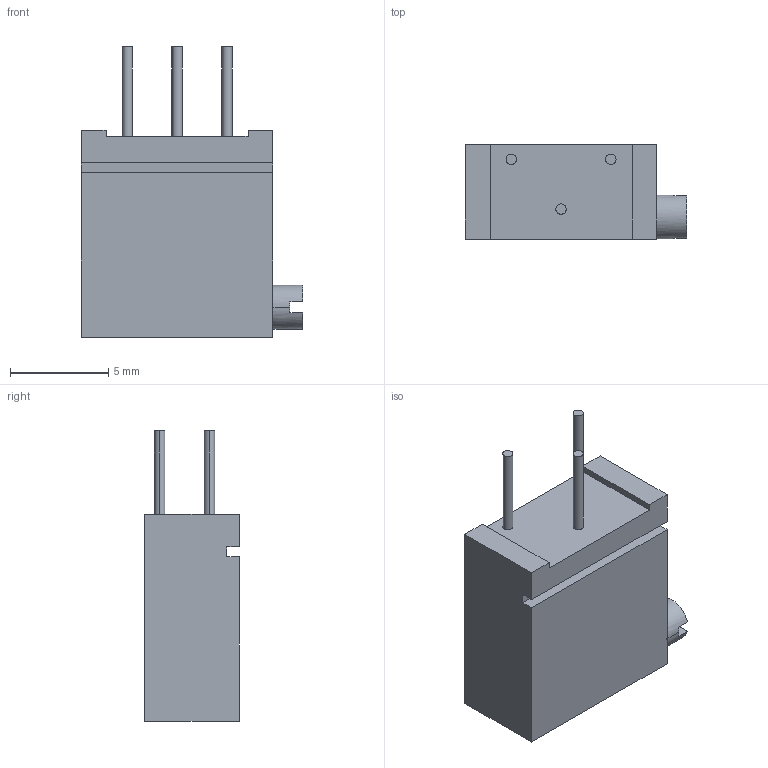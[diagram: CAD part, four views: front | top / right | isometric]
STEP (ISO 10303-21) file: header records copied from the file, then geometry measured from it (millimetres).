
FILE_DESCRIPTION (( 'STEP AP214' ), '1' );
FILE_NAME ('67z.STEP', '2019-09-25T18:03:06', ( '' ), ( '' ), 'SwSTEP 2.0', 'SolidWorks 2018', '' );
FILE_SCHEMA (( 'AUTOMOTIVE_DESIGN' ));
Length unit declared in the file: inch
Products named in the file (1): 67z
Bounding box: 11.3 x 4.83 x 14.81 mm (x, y, z)
Volume: 491.6 mm3; surface area: 456.8 mm2
Topology: 1 solids, 1 shells, 54 faces, 131 edges, 84 vertices
Faces by surface type: plane 36, cylinder 18
Entity records: 1653 total; most frequent: CARTESIAN_POINT 342, ORIENTED_EDGE 262, DIRECTION 257, EDGE_CURVE 131, VECTOR 95, LINE 95, VERTEX_POINT 84, AXIS2_PLACEMENT_3D 81
